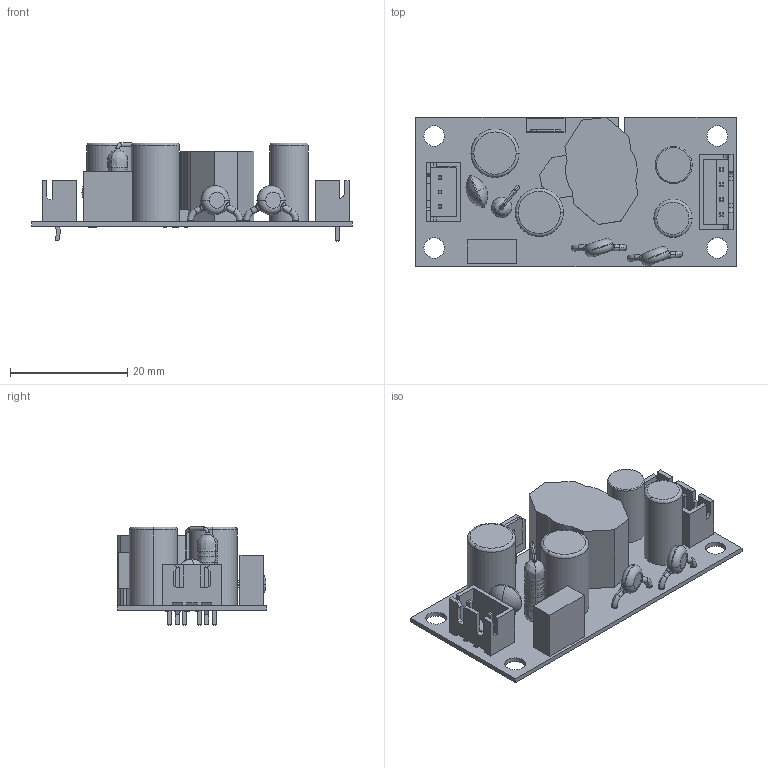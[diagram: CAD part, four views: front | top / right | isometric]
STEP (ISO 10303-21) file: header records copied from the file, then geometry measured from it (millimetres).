
FILE_DESCRIPTION (( 'STEP AP214' ), '1' );
FILE_NAME ('CFM12SXXX-T²Õ¦X¥ó(02)-1060321.STEP', '2018-02-26T03:49:33', ( 'cincon' ), ( '' ), 'SwSTEP 2.0', 'SolidWorks 2008', '' );
FILE_SCHEMA (( 'AUTOMOTIVE_DESIGN' ));
Length unit declared in the file: millimetre
Products named in the file (9): P2 4PIN插座-old_預設; CFM12陶瓷電容-1051028_預設; 3PIN插座(ECL25USXX-T); CFM12S CY -1051205; CFM12S-T 變壓器(參考)-1060321_預設; CFM12SXXX-T組合件(02)-1060321; CFM12 電晶體-1051028_預設; CFM12 Axial0_4_10K-1060320; CFM12S-T PCBªO-1060321_¹w³]
Assembly tree (9 placements, depth 2):
  CFM12SXXX-T組合件(02)-1060321
    CFM12S-T PCBªO-1060321_¹w³]
    CFM12 Axial0_4_10K-1060320
    CFM12S CY -1051205  x2
    CFM12S-T 變壓器(參考)-1060321_預設
    CFM12 電晶體-1051028_預設
    3PIN插座(ECL25USXX-T)
    P2 4PIN插座-old_預設
    CFM12陶瓷電容-1051028_預設
Bounding box: 54.61 x 25.4 x 16.7 mm (x, y, z)
Volume: 6516 mm3; surface area: 7176.9 mm2
Topology: 11 solids, 11 shells, 461 faces, 1147 edges, 733 vertices
Faces by surface type: plane 310, cylinder 57, bspline 54, torus 32, sphere 8
Entity records: 15256 total; most frequent: CARTESIAN_POINT 4023, ORIENTED_EDGE 2138, DIRECTION 1979, EDGE_CURVE 1069, VECTOR 785, LINE 785, VERTEX_POINT 685, AXIS2_PLACEMENT_3D 597
